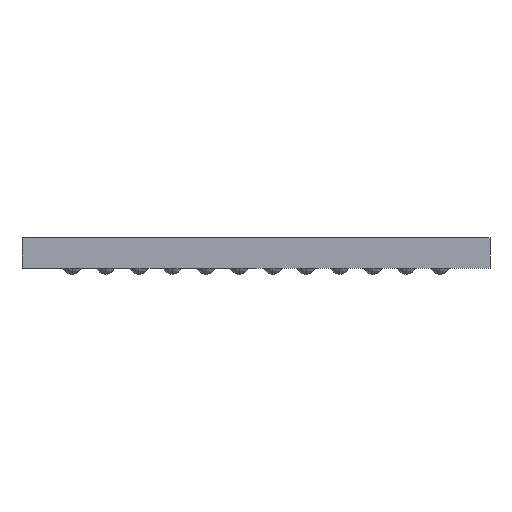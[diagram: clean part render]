
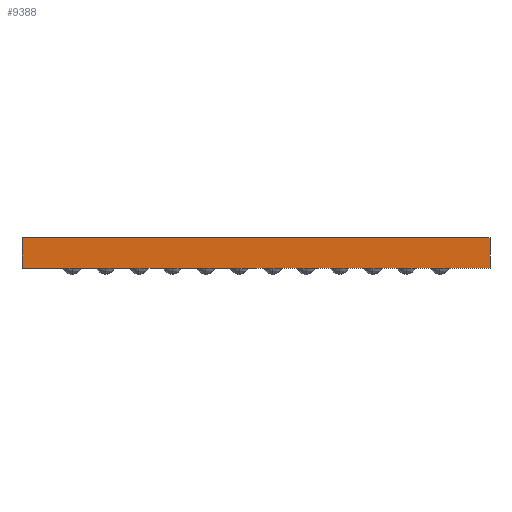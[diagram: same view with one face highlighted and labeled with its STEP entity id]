
A CAD part, left-side view. The second image highlights one B-rep face of the part: STEP entity #9388.
In plain terms, the highlighted free-form (B-spline) face has degree [1, 1] with [2, 2] control points.
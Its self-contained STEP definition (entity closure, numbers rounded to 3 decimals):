
#7922 = VERTEX_POINT('',#7923);
#7923 = CARTESIAN_POINT('',(-3.5,3.5,0.55));
#7928 = EDGE_CURVE('',#7922,#7929,#7931,.T.);
#7929 = VERTEX_POINT('',#7930);
#7930 = CARTESIAN_POINT('',(-3.5,-3.5,0.55));
#7931 = B_SPLINE_CURVE_WITH_KNOTS('',1,(#7932,#7933),.UNSPECIFIED.,.F.,
  .F.,(2,2),(-7.,-0.),.PIECEWISE_BEZIER_KNOTS.);
#7932 = CARTESIAN_POINT('',(-3.5,3.5,0.55));
#7933 = CARTESIAN_POINT('',(-3.5,-3.5,0.55));
#8953 = VERTEX_POINT('',#8954);
#8954 = CARTESIAN_POINT('',(-3.5,-3.5,0.1));
#8959 = EDGE_CURVE('',#8960,#8953,#8962,.T.);
#8960 = VERTEX_POINT('',#8961);
#8961 = CARTESIAN_POINT('',(-3.5,3.5,0.1));
#8962 = B_SPLINE_CURVE_WITH_KNOTS('',1,(#8963,#8964),.UNSPECIFIED.,.F.,
  .F.,(2,2),(-7.,-0.),.PIECEWISE_BEZIER_KNOTS.);
#8963 = CARTESIAN_POINT('',(-3.5,3.5,0.1));
#8964 = CARTESIAN_POINT('',(-3.5,-3.5,0.1));
#9377 = EDGE_CURVE('',#7922,#8960,#9378,.T.);
#9378 = B_SPLINE_CURVE_WITH_KNOTS('',1,(#9379,#9380),.UNSPECIFIED.,.F.,
  .F.,(2,2),(-0.,0.45),.PIECEWISE_BEZIER_KNOTS.);
#9379 = CARTESIAN_POINT('',(-3.5,3.5,0.55));
#9380 = CARTESIAN_POINT('',(-3.5,3.5,0.1));
#9388 = ADVANCED_FACE('',(#9389),#9399,.F.);
#9389 = FACE_BOUND('',#9390,.T.);
#9390 = EDGE_LOOP('',(#9391,#9392,#9397,#9398));
#9391 = ORIENTED_EDGE('',*,*,#8959,.T.);
#9392 = ORIENTED_EDGE('',*,*,#9393,.F.);
#9393 = EDGE_CURVE('',#7929,#8953,#9394,.T.);
#9394 = B_SPLINE_CURVE_WITH_KNOTS('',1,(#9395,#9396),.UNSPECIFIED.,.F.,
  .F.,(2,2),(-0.,0.45),.PIECEWISE_BEZIER_KNOTS.);
#9395 = CARTESIAN_POINT('',(-3.5,-3.5,0.55));
#9396 = CARTESIAN_POINT('',(-3.5,-3.5,0.1));
#9397 = ORIENTED_EDGE('',*,*,#7928,.F.);
#9398 = ORIENTED_EDGE('',*,*,#9377,.T.);
#9399 = B_SPLINE_SURFACE_WITH_KNOTS('',1,1,(
    (#9400,#9401)
    ,(#9402,#9403
    )),.UNSPECIFIED.,.F.,.F.,.F.,(2,2),(2,2),(0.,0.45),(0.,7.),
  .PIECEWISE_BEZIER_KNOTS.);
#9400 = CARTESIAN_POINT('',(-3.5,-3.5,0.55));
#9401 = CARTESIAN_POINT('',(-3.5,3.5,0.55));
#9402 = CARTESIAN_POINT('',(-3.5,-3.5,0.1));
#9403 = CARTESIAN_POINT('',(-3.5,3.5,0.1));
